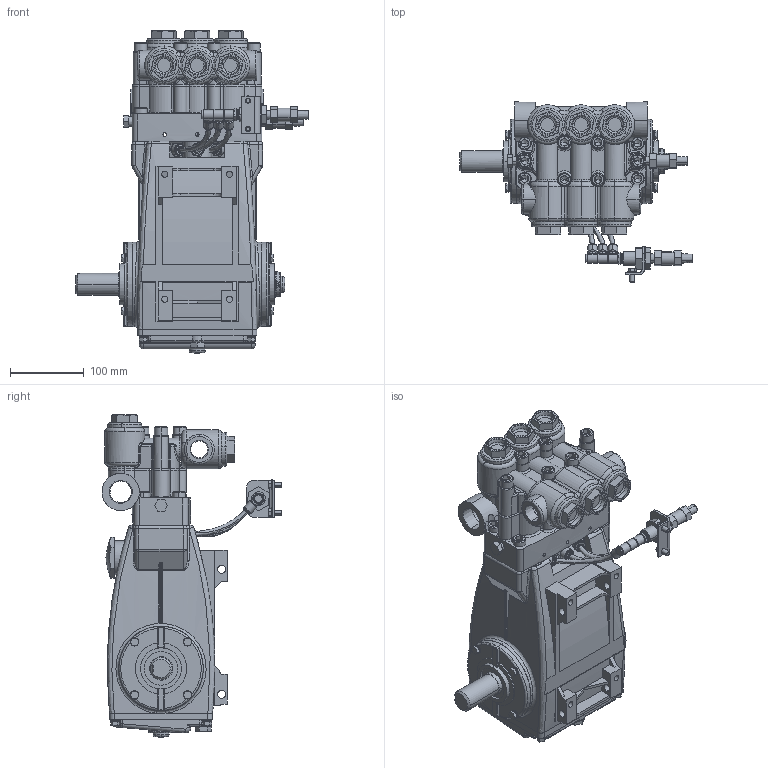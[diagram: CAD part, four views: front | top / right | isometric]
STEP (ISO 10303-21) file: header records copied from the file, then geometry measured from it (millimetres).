
FILE_DESCRIPTION (( 'STEP AP214' ), '1' );
FILE_NAME ('1530RSCM.CO2.STEP', '2016-10-20T12:30:44', ( '' ), ( '' ), 'SwSTEP 2.0', 'SolidWorks 2016', '' );
FILE_SCHEMA (( 'AUTOMOTIVE_DESIGN' ));
Length unit declared in the file: inch
Products named in the file (1): 1530RSCM.CO2
Bounding box: 315.85 x 244.76 x 438.33 mm (x, y, z)
Surface area: 477295.7 mm2 (no closed solid volume)
Topology: 0 solids, 62 shells, 1555 faces, 4421 edges, 2765 vertices
Faces by surface type: plane 574, cylinder 514, torus 227, cone 132, bspline 82, sphere 26
Entity records: 79802 total; most frequent: CARTESIAN_POINT 19664, DIRECTION 8858, ORIENTED_EDGE 7683, EDGE_CURVE 4361, AXIS2_PLACEMENT_3D 3485, VERTEX_POINT 2759, CIRCLE 2011, VECTOR 1888
